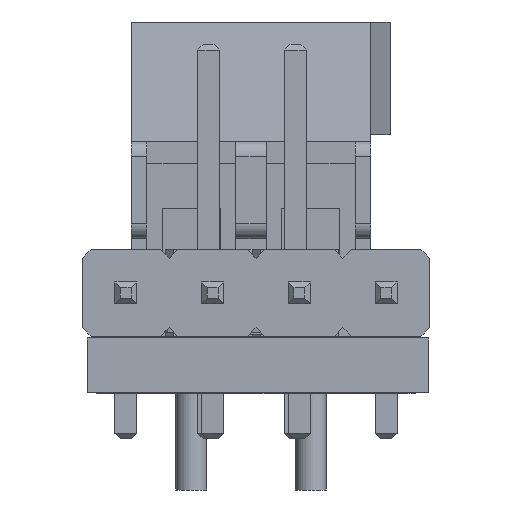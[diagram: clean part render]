
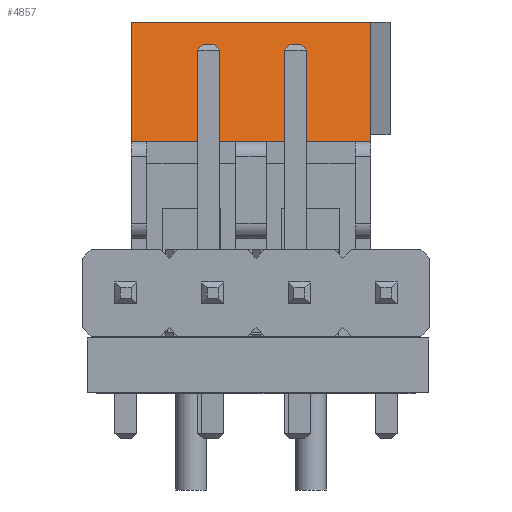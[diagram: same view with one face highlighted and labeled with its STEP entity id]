
A CAD part, left-side view. The second image highlights one B-rep face of the part: STEP entity #4857.
In plain terms, the highlighted face is planar.
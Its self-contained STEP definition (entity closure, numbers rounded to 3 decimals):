
#3932 = VERTEX_POINT('',#3933);
#3933 = CARTESIAN_POINT('',(-1.75,-3.45,5.7));
#3939 = EDGE_CURVE('',#3940,#3932,#3942,.T.);
#3940 = VERTEX_POINT('',#3941);
#3941 = CARTESIAN_POINT('',(-1.75,-2.83,9.2));
#3942 = LINE('',#3943,#3944);
#3943 = CARTESIAN_POINT('',(-1.75,-2.83,9.2));
#3944 = VECTOR('',#3945,1.);
#3945 = DIRECTION('',(0.,-0.174,-0.985));
#4149 = VERTEX_POINT('',#4150);
#4150 = CARTESIAN_POINT('',(5.25,-2.83,9.2));
#4156 = EDGE_CURVE('',#4149,#4157,#4159,.T.);
#4157 = VERTEX_POINT('',#4158);
#4158 = CARTESIAN_POINT('',(5.25,-3.45,5.7));
#4159 = LINE('',#4160,#4161);
#4160 = CARTESIAN_POINT('',(5.25,-2.83,9.2));
#4161 = VECTOR('',#4162,1.);
#4162 = DIRECTION('',(0.,-0.174,-0.985));
#4648 = EDGE_CURVE('',#3940,#4149,#4649,.T.);
#4649 = LINE('',#4650,#4651);
#4650 = CARTESIAN_POINT('',(-1.75,-2.83,9.2));
#4651 = VECTOR('',#4652,1.);
#4652 = DIRECTION('',(1.,0.,0.));
#4857 = ADVANCED_FACE('',(#4858),#4869,.F.);
#4858 = FACE_BOUND('',#4859,.F.);
#4859 = EDGE_LOOP('',(#4860,#4861,#4862,#4868));
#4860 = ORIENTED_EDGE('',*,*,#4648,.T.);
#4861 = ORIENTED_EDGE('',*,*,#4156,.T.);
#4862 = ORIENTED_EDGE('',*,*,#4863,.F.);
#4863 = EDGE_CURVE('',#3932,#4157,#4864,.T.);
#4864 = LINE('',#4865,#4866);
#4865 = CARTESIAN_POINT('',(-1.75,-3.45,5.7));
#4866 = VECTOR('',#4867,1.);
#4867 = DIRECTION('',(1.,0.,0.));
#4868 = ORIENTED_EDGE('',*,*,#3939,.F.);
#4869 = PLANE('',#4870);
#4870 = AXIS2_PLACEMENT_3D('',#4871,#4872,#4873);
#4871 = CARTESIAN_POINT('',(-1.75,-2.83,9.2));
#4872 = DIRECTION('',(0.,0.985,-0.174));
#4873 = DIRECTION('',(0.,-0.174,-0.985));
